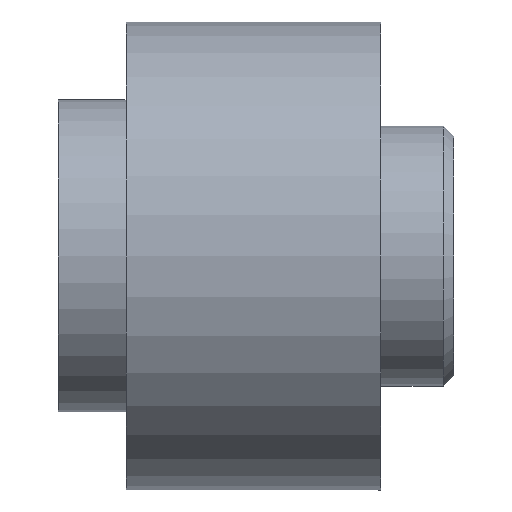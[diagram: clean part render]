
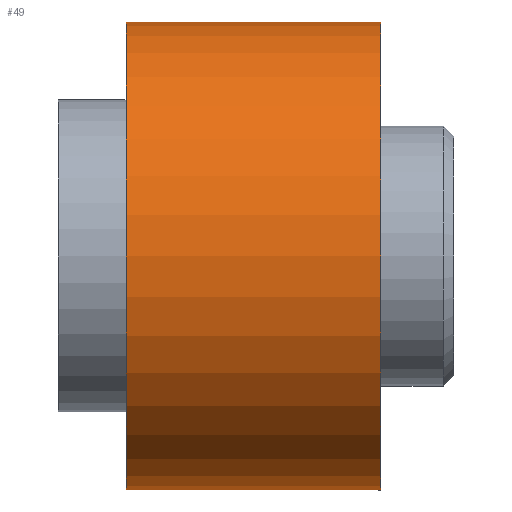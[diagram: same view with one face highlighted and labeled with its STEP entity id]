
A CAD part, left-side view. The second image highlights one B-rep face of the part: STEP entity #49.
In plain terms, the highlighted cylindrical face has radius 2.25 mm (diameter 4.5 mm), a partial arc.
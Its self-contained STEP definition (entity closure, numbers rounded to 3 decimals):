
#49=ADVANCED_FACE('NONE',(#67),#68,.T.);
#67=FACE_OUTER_BOUND('',#99,.T.);
#68=CYLINDRICAL_SURFACE('',#100,2.25);
#99=EDGE_LOOP('',(#146,#147,#148,#149));
#100=AXIS2_PLACEMENT_3D('',#150,#151,#152);
#146=ORIENTED_EDGE('',*,*,#224,.F.);
#147=ORIENTED_EDGE('',*,*,#233,.T.);
#148=ORIENTED_EDGE('',*,*,#226,.T.);
#149=ORIENTED_EDGE('',*,*,#234,.F.);
#150=CARTESIAN_POINT('',(-0.6,-53.861,5.003));
#151=DIRECTION('',(0.,1.0,0.0));
#152=DIRECTION('',(0.0,0.0,-1.0));
#224=EDGE_CURVE('NONE',#252,#254,#255,.T.);
#226=EDGE_CURVE('NONE',#251,#256,#258,.T.);
#233=EDGE_CURVE('NONE',#252,#251,#269,.T.);
#234=EDGE_CURVE('NONE',#254,#256,#270,.T.);
#251=VERTEX_POINT('NONE',#297);
#252=VERTEX_POINT('NONE',#298);
#254=VERTEX_POINT('NONE',#300);
#255=LINE('',#301,#302);
#256=VERTEX_POINT('NONE',#303);
#258=LINE('',#305,#306);
#269=CIRCLE('',#319,2.25);
#270=CIRCLE('',#320,2.25);
#297=CARTESIAN_POINT('',(-0.6,2.589,2.753));
#298=CARTESIAN_POINT('',(-0.6,2.589,7.253));
#300=CARTESIAN_POINT('',(-0.6,0.139,7.253));
#301=CARTESIAN_POINT('',(-0.6,-53.861,7.253));
#302=VECTOR('',#356,1000.0);
#303=CARTESIAN_POINT('',(-0.6,0.139,2.753));
#305=CARTESIAN_POINT('',(-0.6,-53.861,2.753));
#306=VECTOR('',#360,1000.0);
#319=AXIS2_PLACEMENT_3D('',#375,#376,#377);
#320=AXIS2_PLACEMENT_3D('',#378,#379,#380);
#356=DIRECTION('',(0.,-1.0,0.0));
#360=DIRECTION('',(0.,-1.0,0.0));
#375=CARTESIAN_POINT('',(-0.6,2.589,5.003));
#376=DIRECTION('',(0.,-1.0,-0.0));
#377=DIRECTION('',(0.0,0.0,-1.0));
#378=CARTESIAN_POINT('',(-0.6,0.139,5.003));
#379=DIRECTION('',(0.,-1.0,-0.0));
#380=DIRECTION('',(0.0,0.0,-1.0));
